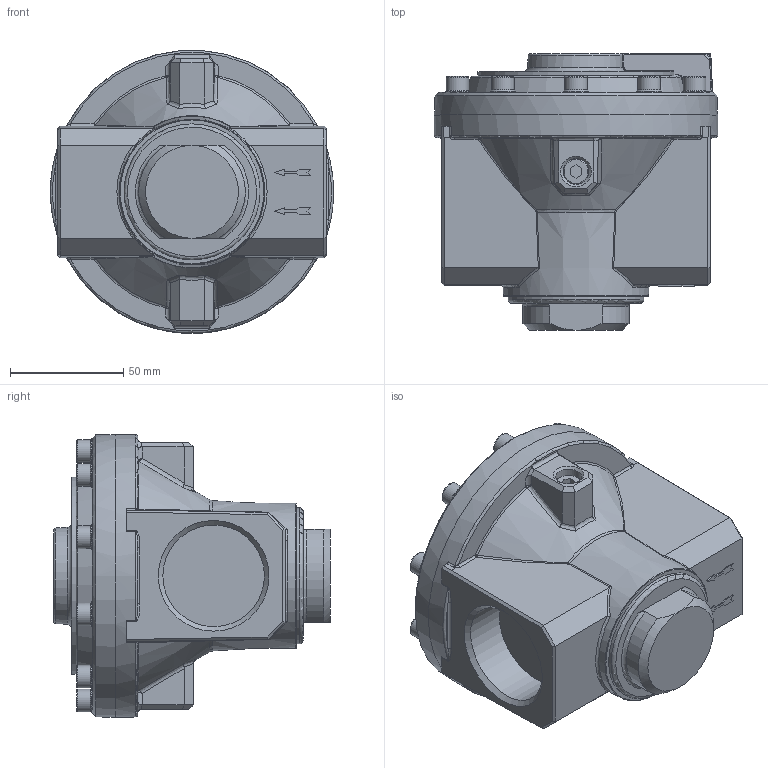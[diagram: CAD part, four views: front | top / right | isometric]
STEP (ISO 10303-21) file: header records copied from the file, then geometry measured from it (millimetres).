
FILE_DESCRIPTION(/* description */ ('','CAx-IF Rec.Pracs.---Representation and Presentation of Product Manufacturing Information (PMI)---4.0---2014-10-13'),/* implementation_level */ '2;1');
FILE_NAME(/* name */ 'DRI76N.stp',/* time_stamp */ '2021-08-24T09:54:54+02:00',/* author */ ('joerg.boerdeling'),/* organization */ (''),/* preprocessor_version */ 'ST-DEVELOPER v18',/* originating_system */ 'Autodesk Inventor 2020',/* authorisation */ '');
FILE_SCHEMA (('AP242_MANAGED_MODEL_BASED_3D_ENGINEERING_MIM_LF { 1 0 10303 442 1 1 4 }'));
Length unit declared in the file: millimetre
Products named in the file (1): DRI76N_Shrinkwrap_1
Bounding box: 125 x 122.1 x 124.85 mm (x, y, z)
Volume: 801418.7 mm3; surface area: 69357.7 mm2
Topology: 1 solids, 1 shells, 402 faces, 1062 edges, 684 vertices
Faces by surface type: plane 197, bspline 79, cylinder 62, torus 33, cone 27, sphere 4
Full cylindrical faces by diameter (mm): 10 x10, 11 x10, 11.445 x3, 44.845 x2, 60 x1, 125 x1
Entity records: 15924 total; most frequent: CARTESIAN_POINT 6089, ORIENTED_EDGE 2104, DIRECTION 1746, EDGE_CURVE 1052, VERTEX_POINT 684, AXIS2_PLACEMENT_3D 616, LINE 514, VECTOR 514
